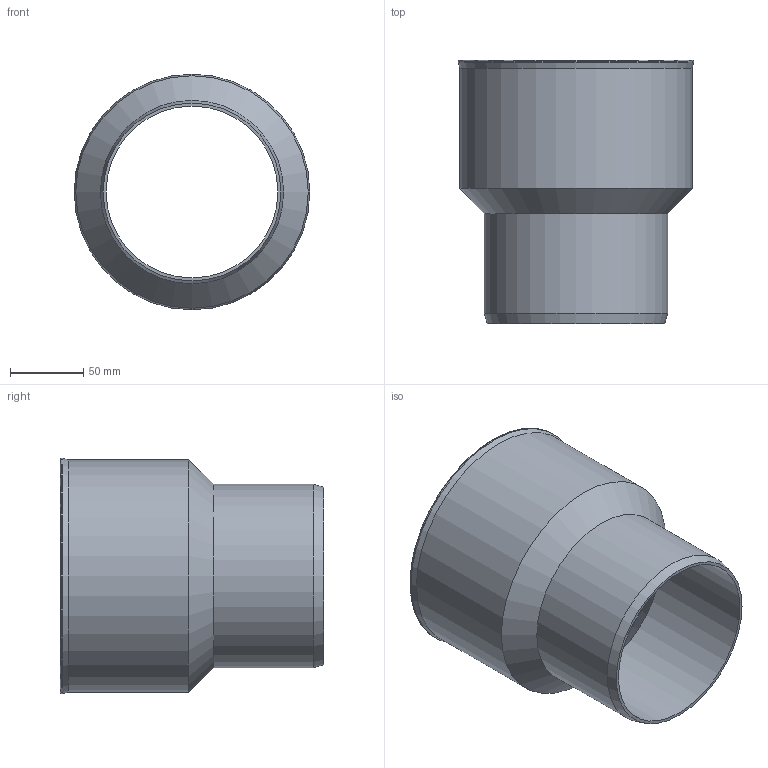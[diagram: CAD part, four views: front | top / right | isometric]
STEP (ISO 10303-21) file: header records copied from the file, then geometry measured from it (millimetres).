
FILE_DESCRIPTION(/* description */ (''),/* implementation_level */ '2;1');
FILE_NAME(/* name */ '778420 KG2000UG Anschluss an Gussrohr DN_OD 125.stp',/* time_stamp */ '2021-06-04T08:09:44+02:00',/* author */ ('LWM'),/* organization */ (''),/* preprocessor_version */ 'ST-DEVELOPER v18',/* originating_system */ 'Autodesk Inventor 2020',/* authorisation */ '');
FILE_SCHEMA (('AUTOMOTIVE_DESIGN { 1 0 10303 214 3 1 1 }'));
Length unit declared in the file: millimetre
Products named in the file (1): 778420 KG2000UG Anschluss an Gussrohr DN_OD 125
Bounding box: 161 x 180 x 161 mm (x, y, z)
Volume: 315997.2 mm3; surface area: 165860.7 mm2
Topology: 1 solids, 1 shells, 14 faces, 42 edges, 30 vertices
Faces by surface type: cylinder 5, cone 5, plane 2, torus 2
Full cylindrical faces by diameter (mm): 117.4 x1, 125.2 x1, 151 x1, 158.8 x1, 161 x1
Entity records: 551 total; most frequent: DIRECTION 104, CARTESIAN_POINT 87, ORIENTED_EDGE 84, AXIS2_PLACEMENT_3D 47, EDGE_CURVE 42, CIRCLE 32, VERTEX_POINT 30, EDGE_LOOP 16
